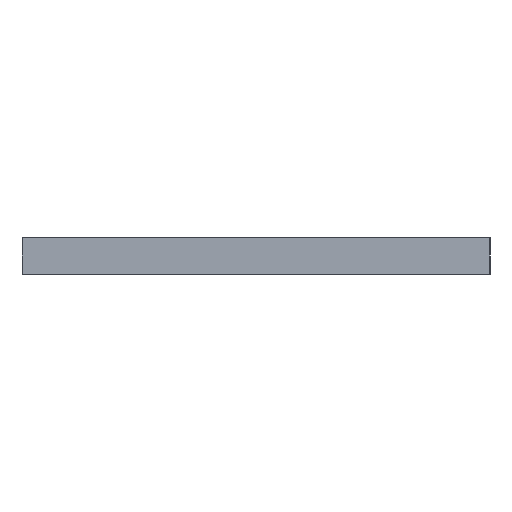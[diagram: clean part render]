
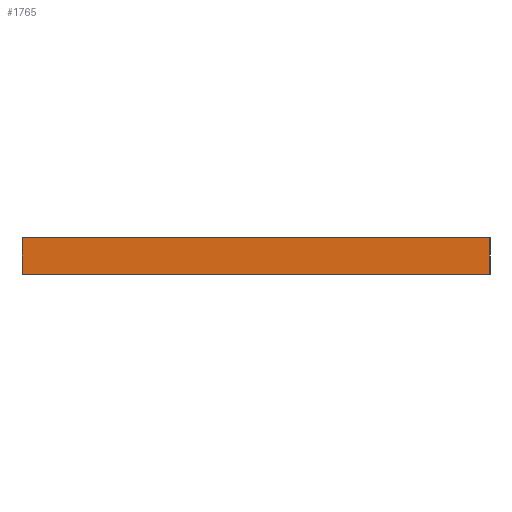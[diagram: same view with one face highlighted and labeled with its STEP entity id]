
A CAD part, left-side view. The second image highlights one B-rep face of the part: STEP entity #1765.
In plain terms, the highlighted planar face has unit normal (-1, 0, 0).
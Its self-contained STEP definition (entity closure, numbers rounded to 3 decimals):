
#40=CARTESIAN_POINT('Vertex',(735.,0.,6.)) ;
#56=CARTESIAN_POINT('Vertex',(735.,0.,0.)) ;
#59=CARTESIAN_POINT('Line Origine',(735.,0.,3.)) ;
#1722=CARTESIAN_POINT('Vertex',(735.,-76.7,6.)) ;
#1725=CARTESIAN_POINT('Line Origine',(735.,-76.7,3.)) ;
#1729=CARTESIAN_POINT('Vertex',(735.,-76.7,0.)) ;
#1744=CARTESIAN_POINT('Axis2P3D Location',(735.,-76.7,0.)) ;
#1749=CARTESIAN_POINT('Line Origine',(735.,-38.35,6.)) ;
#1754=CARTESIAN_POINT('Line Origine',(735.,-38.35,0.)) ;
#61=VECTOR('Line Direction',#60,1.) ;
#1727=VECTOR('Line Direction',#1726,1.) ;
#1751=VECTOR('Line Direction',#1750,1.) ;
#1756=VECTOR('Line Direction',#1755,1.) ;
#60=DIRECTION('Vector Direction',(0.,0.,1.)) ;
#1726=DIRECTION('Vector Direction',(0.,0.,1.)) ;
#1745=DIRECTION('Axis2P3D Direction',(1.,0.,0.)) ;
#1746=DIRECTION('Axis2P3D XDirection',(0.,1.,0.)) ;
#1750=DIRECTION('Vector Direction',(0.,1.,0.)) ;
#1755=DIRECTION('Vector Direction',(0.,1.,0.)) ;
#1747=AXIS2_PLACEMENT_3D('Plane Axis2P3D',#1744,#1745,#1746) ;
#62=LINE('Line',#59,#61) ;
#1728=LINE('Line',#1725,#1727) ;
#1752=LINE('Line',#1749,#1751) ;
#1757=LINE('Line',#1754,#1756) ;
#1748=PLANE('',#1747) ;
#63=EDGE_CURVE('',#57,#41,#62,.T.) ;
#1731=EDGE_CURVE('',#1730,#1723,#1728,.T.) ;
#1753=EDGE_CURVE('',#1723,#41,#1752,.T.) ;
#1758=EDGE_CURVE('',#1730,#57,#1757,.T.) ;
#1760=ORIENTED_EDGE('',*,*,#1753,.T.) ;
#1761=ORIENTED_EDGE('',*,*,#63,.F.) ;
#1762=ORIENTED_EDGE('',*,*,#1758,.F.) ;
#1763=ORIENTED_EDGE('',*,*,#1731,.T.) ;
#1759=EDGE_LOOP('',(#1760,#1761,#1762,#1763)) ;
#41=VERTEX_POINT('',#40) ;
#57=VERTEX_POINT('',#56) ;
#1723=VERTEX_POINT('',#1722) ;
#1730=VERTEX_POINT('',#1729) ;
#1765=ADVANCED_FACE('PartBody',(#1764),#1748,.F.) ;
#1764=FACE_OUTER_BOUND('',#1759,.T.) ;
